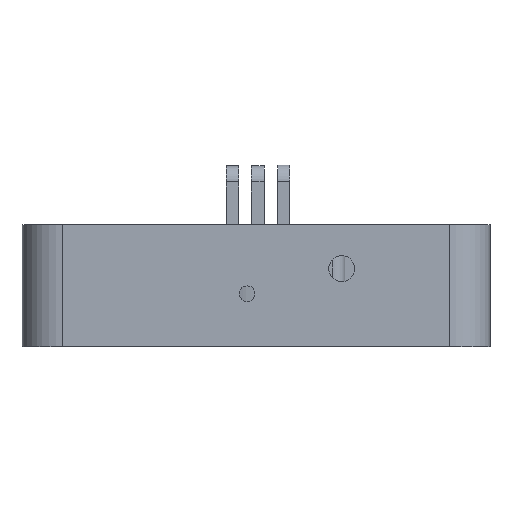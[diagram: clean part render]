
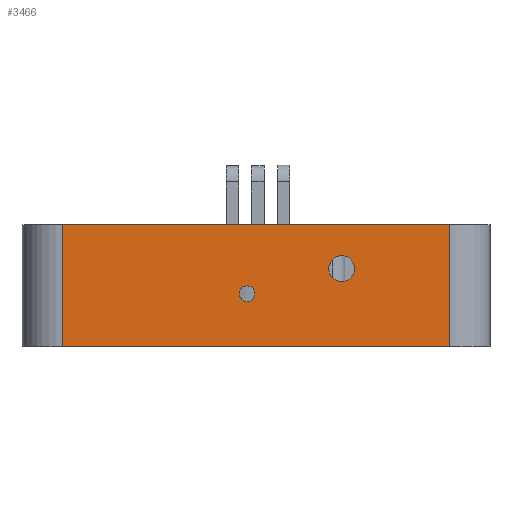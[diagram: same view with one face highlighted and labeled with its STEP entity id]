
A CAD part, front view. The second image highlights one B-rep face of the part: STEP entity #3466.
In plain terms, the highlighted planar face has unit normal (0, -1, 0).
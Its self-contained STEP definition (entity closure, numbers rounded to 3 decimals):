
#168 = PLANE('',#169);
#169 = AXIS2_PLACEMENT_3D('',#170,#171,#172);
#170 = CARTESIAN_POINT('',(-7.457,40.992,-15.));
#171 = DIRECTION('',(-0.,-0.,-1.));
#172 = DIRECTION('',(-1.,0.,0.));
#224 = PLANE('',#225);
#225 = AXIS2_PLACEMENT_3D('',#226,#227,#228);
#226 = CARTESIAN_POINT('',(-7.457,40.992,15.));
#227 = DIRECTION('',(-0.,-0.,-1.));
#228 = DIRECTION('',(-1.,0.,0.));
#808 = EDGE_CURVE('',#809,#811,#813,.T.);
#809 = VERTEX_POINT('',#810);
#810 = CARTESIAN_POINT('',(40.,-16.517,-15.));
#811 = VERTEX_POINT('',#812);
#812 = CARTESIAN_POINT('',(-54.913,-16.517,-15.));
#813 = SURFACE_CURVE('',#814,(#818,#825),.PCURVE_S1.);
#814 = LINE('',#815,#816);
#815 = CARTESIAN_POINT('',(50.,-16.517,-15.));
#816 = VECTOR('',#817,1.);
#817 = DIRECTION('',(-1.,0.,0.));
#818 = PCURVE('',#168,#819);
#819 = DEFINITIONAL_REPRESENTATION('',(#820),#824);
#820 = LINE('',#821,#822);
#821 = CARTESIAN_POINT('',(-57.457,-57.508));
#822 = VECTOR('',#823,1.);
#823 = DIRECTION('',(1.,0.));
#824 = ( GEOMETRIC_REPRESENTATION_CONTEXT(2) 
PARAMETRIC_REPRESENTATION_CONTEXT() REPRESENTATION_CONTEXT('2D SPACE',''
  ) );
#825 = PCURVE('',#826,#831);
#826 = PLANE('',#827);
#827 = AXIS2_PLACEMENT_3D('',#828,#829,#830);
#828 = CARTESIAN_POINT('',(50.,-16.517,-15.));
#829 = DIRECTION('',(0.,-1.,0.));
#830 = DIRECTION('',(-1.,0.,0.));
#831 = DEFINITIONAL_REPRESENTATION('',(#832),#836);
#832 = LINE('',#833,#834);
#833 = CARTESIAN_POINT('',(0.,-0.));
#834 = VECTOR('',#835,1.);
#835 = DIRECTION('',(1.,0.));
#836 = ( GEOMETRIC_REPRESENTATION_CONTEXT(2) 
PARAMETRIC_REPRESENTATION_CONTEXT() REPRESENTATION_CONTEXT('2D SPACE',''
  ) );
#855 = CYLINDRICAL_SURFACE('',#856,10.);
#856 = AXIS2_PLACEMENT_3D('',#857,#858,#859);
#857 = CARTESIAN_POINT('',(-54.913,-6.517,-15.));
#858 = DIRECTION('',(0.,0.,1.));
#859 = DIRECTION('',(0.,-1.,0.));
#993 = CYLINDRICAL_SURFACE('',#994,10.);
#994 = AXIS2_PLACEMENT_3D('',#995,#996,#997);
#995 = CARTESIAN_POINT('',(40.,-6.517,-15.));
#996 = DIRECTION('',(0.,0.,1.));
#997 = DIRECTION('',(0.,-1.,0.));
#1062 = EDGE_CURVE('',#1063,#1065,#1067,.T.);
#1063 = VERTEX_POINT('',#1064);
#1064 = CARTESIAN_POINT('',(40.,-16.517,15.));
#1065 = VERTEX_POINT('',#1066);
#1066 = CARTESIAN_POINT('',(-54.913,-16.517,15.));
#1067 = SURFACE_CURVE('',#1068,(#1072,#1079),.PCURVE_S1.);
#1068 = LINE('',#1069,#1070);
#1069 = CARTESIAN_POINT('',(50.,-16.517,15.));
#1070 = VECTOR('',#1071,1.);
#1071 = DIRECTION('',(-1.,0.,0.));
#1072 = PCURVE('',#224,#1073);
#1073 = DEFINITIONAL_REPRESENTATION('',(#1074),#1078);
#1074 = LINE('',#1075,#1076);
#1075 = CARTESIAN_POINT('',(-57.457,-57.508));
#1076 = VECTOR('',#1077,1.);
#1077 = DIRECTION('',(1.,0.));
#1078 = ( GEOMETRIC_REPRESENTATION_CONTEXT(2) 
PARAMETRIC_REPRESENTATION_CONTEXT() REPRESENTATION_CONTEXT('2D SPACE',''
  ) );
#1079 = PCURVE('',#826,#1080);
#1080 = DEFINITIONAL_REPRESENTATION('',(#1081),#1085);
#1081 = LINE('',#1082,#1083);
#1082 = CARTESIAN_POINT('',(0.,-30.));
#1083 = VECTOR('',#1084,1.);
#1084 = DIRECTION('',(1.,0.));
#1085 = ( GEOMETRIC_REPRESENTATION_CONTEXT(2) 
PARAMETRIC_REPRESENTATION_CONTEXT() REPRESENTATION_CONTEXT('2D SPACE',''
  ) );
#3466 = ADVANCED_FACE('',(#3467,#3513,#3544),#826,.T.);
#3467 = FACE_BOUND('',#3468,.T.);
#3468 = EDGE_LOOP('',(#3469,#3470,#3491,#3492));
#3469 = ORIENTED_EDGE('',*,*,#808,.F.);
#3470 = ORIENTED_EDGE('',*,*,#3471,.T.);
#3471 = EDGE_CURVE('',#809,#1063,#3472,.T.);
#3472 = SURFACE_CURVE('',#3473,(#3477,#3484),.PCURVE_S1.);
#3473 = LINE('',#3474,#3475);
#3474 = CARTESIAN_POINT('',(40.,-16.517,-15.));
#3475 = VECTOR('',#3476,1.);
#3476 = DIRECTION('',(0.,0.,1.));
#3477 = PCURVE('',#826,#3478);
#3478 = DEFINITIONAL_REPRESENTATION('',(#3479),#3483);
#3479 = LINE('',#3480,#3481);
#3480 = CARTESIAN_POINT('',(10.,0.));
#3481 = VECTOR('',#3482,1.);
#3482 = DIRECTION('',(0.,-1.));
#3483 = ( GEOMETRIC_REPRESENTATION_CONTEXT(2) 
PARAMETRIC_REPRESENTATION_CONTEXT() REPRESENTATION_CONTEXT('2D SPACE',''
  ) );
#3484 = PCURVE('',#993,#3485);
#3485 = DEFINITIONAL_REPRESENTATION('',(#3486),#3490);
#3486 = LINE('',#3487,#3488);
#3487 = CARTESIAN_POINT('',(0.,0.));
#3488 = VECTOR('',#3489,1.);
#3489 = DIRECTION('',(0.,1.));
#3490 = ( GEOMETRIC_REPRESENTATION_CONTEXT(2) 
PARAMETRIC_REPRESENTATION_CONTEXT() REPRESENTATION_CONTEXT('2D SPACE',''
  ) );
#3491 = ORIENTED_EDGE('',*,*,#1062,.T.);
#3492 = ORIENTED_EDGE('',*,*,#3493,.F.);
#3493 = EDGE_CURVE('',#811,#1065,#3494,.T.);
#3494 = SURFACE_CURVE('',#3495,(#3499,#3506),.PCURVE_S1.);
#3495 = LINE('',#3496,#3497);
#3496 = CARTESIAN_POINT('',(-54.913,-16.517,-15.));
#3497 = VECTOR('',#3498,1.);
#3498 = DIRECTION('',(0.,0.,1.));
#3499 = PCURVE('',#826,#3500);
#3500 = DEFINITIONAL_REPRESENTATION('',(#3501),#3505);
#3501 = LINE('',#3502,#3503);
#3502 = CARTESIAN_POINT('',(104.913,0.));
#3503 = VECTOR('',#3504,1.);
#3504 = DIRECTION('',(0.,-1.));
#3505 = ( GEOMETRIC_REPRESENTATION_CONTEXT(2) 
PARAMETRIC_REPRESENTATION_CONTEXT() REPRESENTATION_CONTEXT('2D SPACE',''
  ) );
#3506 = PCURVE('',#855,#3507);
#3507 = DEFINITIONAL_REPRESENTATION('',(#3508),#3512);
#3508 = LINE('',#3509,#3510);
#3509 = CARTESIAN_POINT('',(-0.,0.));
#3510 = VECTOR('',#3511,1.);
#3511 = DIRECTION('',(-0.,1.));
#3512 = ( GEOMETRIC_REPRESENTATION_CONTEXT(2) 
PARAMETRIC_REPRESENTATION_CONTEXT() REPRESENTATION_CONTEXT('2D SPACE',''
  ) );
#3513 = FACE_BOUND('',#3514,.T.);
#3514 = EDGE_LOOP('',(#3515));
#3515 = ORIENTED_EDGE('',*,*,#3516,.F.);
#3516 = EDGE_CURVE('',#3517,#3517,#3519,.T.);
#3517 = VERTEX_POINT('',#3518);
#3518 = CARTESIAN_POINT('',(16.766,-16.517,4.187));
#3519 = SURFACE_CURVE('',#3520,(#3525,#3532),.PCURVE_S1.);
#3520 = CIRCLE('',#3521,3.177);
#3521 = AXIS2_PLACEMENT_3D('',#3522,#3523,#3524);
#3522 = CARTESIAN_POINT('',(13.589,-16.517,4.187));
#3523 = DIRECTION('',(0.,-1.,0.));
#3524 = DIRECTION('',(1.,0.,0.));
#3525 = PCURVE('',#826,#3526);
#3526 = DEFINITIONAL_REPRESENTATION('',(#3527),#3531);
#3527 = CIRCLE('',#3528,3.177);
#3528 = AXIS2_PLACEMENT_2D('',#3529,#3530);
#3529 = CARTESIAN_POINT('',(36.411,-19.187));
#3530 = DIRECTION('',(-1.,-0.));
#3531 = ( GEOMETRIC_REPRESENTATION_CONTEXT(2) 
PARAMETRIC_REPRESENTATION_CONTEXT() REPRESENTATION_CONTEXT('2D SPACE',''
  ) );
#3532 = PCURVE('',#3533,#3538);
#3533 = CYLINDRICAL_SURFACE('',#3534,3.177);
#3534 = AXIS2_PLACEMENT_3D('',#3535,#3536,#3537);
#3535 = CARTESIAN_POINT('',(13.589,-16.517,4.187));
#3536 = DIRECTION('',(0.,-1.,0.));
#3537 = DIRECTION('',(1.,0.,0.));
#3538 = DEFINITIONAL_REPRESENTATION('',(#3539),#3543);
#3539 = LINE('',#3540,#3541);
#3540 = CARTESIAN_POINT('',(0.,0.));
#3541 = VECTOR('',#3542,1.);
#3542 = DIRECTION('',(1.,0.));
#3543 = ( GEOMETRIC_REPRESENTATION_CONTEXT(2) 
PARAMETRIC_REPRESENTATION_CONTEXT() REPRESENTATION_CONTEXT('2D SPACE',''
  ) );
#3544 = FACE_BOUND('',#3545,.T.);
#3545 = EDGE_LOOP('',(#3546));
#3546 = ORIENTED_EDGE('',*,*,#3547,.F.);
#3547 = EDGE_CURVE('',#3548,#3548,#3550,.T.);
#3548 = VERTEX_POINT('',#3549);
#3549 = CARTESIAN_POINT('',(-7.71,-16.517,-1.998));
#3550 = SURFACE_CURVE('',#3551,(#3556,#3563),.PCURVE_S1.);
#3551 = CIRCLE('',#3552,1.942);
#3552 = AXIS2_PLACEMENT_3D('',#3553,#3554,#3555);
#3553 = CARTESIAN_POINT('',(-9.652,-16.517,-1.998));
#3554 = DIRECTION('',(0.,-1.,0.));
#3555 = DIRECTION('',(1.,0.,0.));
#3556 = PCURVE('',#826,#3557);
#3557 = DEFINITIONAL_REPRESENTATION('',(#3558),#3562);
#3558 = CIRCLE('',#3559,1.942);
#3559 = AXIS2_PLACEMENT_2D('',#3560,#3561);
#3560 = CARTESIAN_POINT('',(59.652,-13.002));
#3561 = DIRECTION('',(-1.,-0.));
#3562 = ( GEOMETRIC_REPRESENTATION_CONTEXT(2) 
PARAMETRIC_REPRESENTATION_CONTEXT() REPRESENTATION_CONTEXT('2D SPACE',''
  ) );
#3563 = PCURVE('',#3564,#3569);
#3564 = CYLINDRICAL_SURFACE('',#3565,1.942);
#3565 = AXIS2_PLACEMENT_3D('',#3566,#3567,#3568);
#3566 = CARTESIAN_POINT('',(-9.652,-16.517,-1.998));
#3567 = DIRECTION('',(0.,-1.,0.));
#3568 = DIRECTION('',(1.,0.,0.));
#3569 = DEFINITIONAL_REPRESENTATION('',(#3570),#3574);
#3570 = LINE('',#3571,#3572);
#3571 = CARTESIAN_POINT('',(0.,0.));
#3572 = VECTOR('',#3573,1.);
#3573 = DIRECTION('',(1.,0.));
#3574 = ( GEOMETRIC_REPRESENTATION_CONTEXT(2) 
PARAMETRIC_REPRESENTATION_CONTEXT() REPRESENTATION_CONTEXT('2D SPACE',''
  ) );
